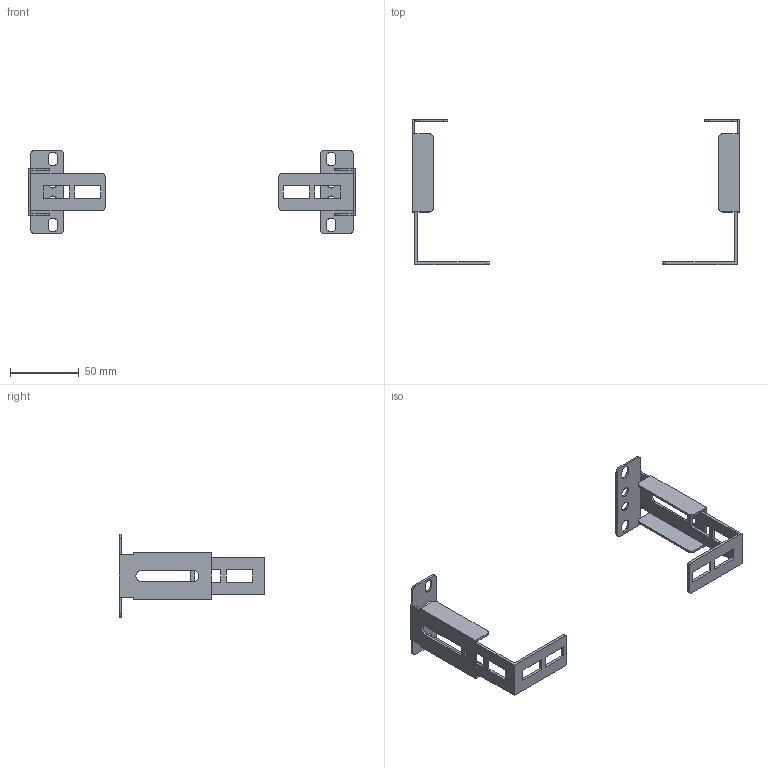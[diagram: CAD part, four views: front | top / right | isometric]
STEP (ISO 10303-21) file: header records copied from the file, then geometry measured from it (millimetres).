
FILE_DESCRIPTION (( 'STEP AP214' ), '1' );
FILE_NAME ('SGK060.STEP', '2025-05-15T18:05:47', ( '' ), ( '' ), 'SwSTEP 2.0', 'SolidWorks 2024', '' );
FILE_SCHEMA (( 'AUTOMOTIVE_DESIGN' ));
Length unit declared in the file: inch
Products named in the file (1): SGK060
Bounding box: 237.8 x 105.86 x 61 mm (x, y, z)
Volume: 22800.8 mm3; surface area: 31115.1 mm2
Topology: 4 solids, 4 shells, 146 faces, 418 edges, 280 vertices
Faces by surface type: plane 100, cylinder 46
Full cylindrical faces by diameter (mm): 7 x4
Entity records: 4842 total; most frequent: CARTESIAN_POINT 833, ORIENTED_EDGE 820, DIRECTION 796, EDGE_CURVE 410, VECTOR 318, LINE 318, VERTEX_POINT 276, AXIS2_PLACEMENT_3D 239
